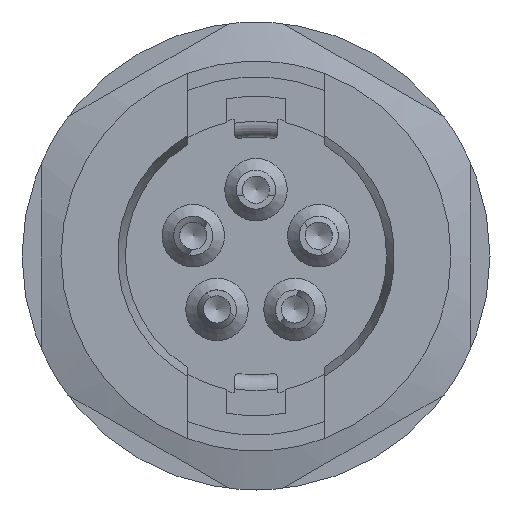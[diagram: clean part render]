
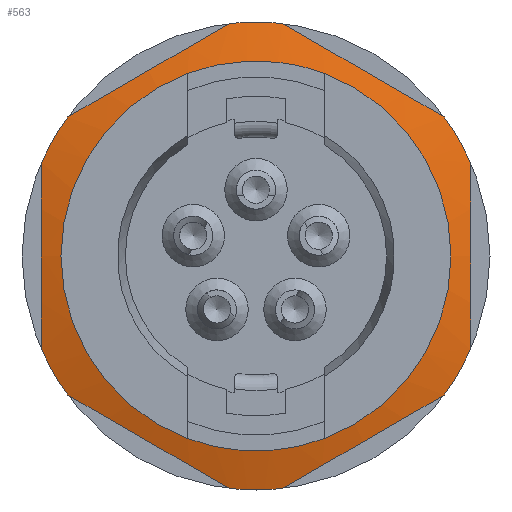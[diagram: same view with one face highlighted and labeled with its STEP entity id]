
A CAD part, left-side view. The second image highlights one B-rep face of the part: STEP entity #563.
In plain terms, the highlighted conical face has half-angle 75 degrees and reference radius 5 mm.
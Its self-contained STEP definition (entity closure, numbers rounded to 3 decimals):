
#151=B_SPLINE_CURVE_WITH_KNOTS('',3,(#5306,#5307,#5308,#5309),.UNSPECIFIED.,
 .F.,.F.,(4,4),(0.,1.),.UNSPECIFIED.);
#153=B_SPLINE_CURVE_WITH_KNOTS('',3,(#5315,#5316,#5317,#5318),.UNSPECIFIED.,
 .F.,.F.,(4,4),(0.,1.),.UNSPECIFIED.);
#155=B_SPLINE_CURVE_WITH_KNOTS('',3,(#5324,#5325,#5326,#5327),.UNSPECIFIED.,
 .F.,.F.,(4,4),(0.,1.),.UNSPECIFIED.);
#157=B_SPLINE_CURVE_WITH_KNOTS('',3,(#5333,#5334,#5335,#5336),.UNSPECIFIED.,
 .F.,.F.,(4,4),(0.,1.),.UNSPECIFIED.);
#159=B_SPLINE_CURVE_WITH_KNOTS('',3,(#5342,#5343,#5344,#5345),.UNSPECIFIED.,
 .F.,.F.,(4,4),(0.,1.),.UNSPECIFIED.);
#161=B_SPLINE_CURVE_WITH_KNOTS('',3,(#5351,#5352,#5353,#5354),.UNSPECIFIED.,
 .F.,.F.,(4,4),(0.,1.),.UNSPECIFIED.);
#187=CONICAL_SURFACE('',#3308,5.,75.);
#563=ADVANCED_FACE('',(#723,#724),#187,.T.);
#723=FACE_BOUND('',#943,.T.);
#724=FACE_BOUND('',#944,.T.);
#943=EDGE_LOOP('',(#2147,#2148,#2149,#2150,#2151,#2152,#2153,#2154,#2155,
#2156,#2157,#2158));
#944=EDGE_LOOP('',(#2159,#2160,#2161,#2162));
#2147=ORIENTED_EDGE('',*,*,#2838,.T.);
#2148=ORIENTED_EDGE('',*,*,#2826,.T.);
#2149=ORIENTED_EDGE('',*,*,#2836,.T.);
#2150=ORIENTED_EDGE('',*,*,#2830,.T.);
#2151=ORIENTED_EDGE('',*,*,#2834,.T.);
#2152=ORIENTED_EDGE('',*,*,#2810,.T.);
#2153=ORIENTED_EDGE('',*,*,#2844,.T.);
#2154=ORIENTED_EDGE('',*,*,#2814,.T.);
#2155=ORIENTED_EDGE('',*,*,#2842,.T.);
#2156=ORIENTED_EDGE('',*,*,#2818,.T.);
#2157=ORIENTED_EDGE('',*,*,#2840,.T.);
#2158=ORIENTED_EDGE('',*,*,#2822,.T.);
#2159=ORIENTED_EDGE('',*,*,#2461,.F.);
#2160=ORIENTED_EDGE('',*,*,#2809,.F.);
#2161=ORIENTED_EDGE('',*,*,#2457,.F.);
#2162=ORIENTED_EDGE('',*,*,#2806,.F.);
#2175=VERTEX_POINT('',#4187);
#2177=VERTEX_POINT('',#4190);
#2179=VERTEX_POINT('',#4196);
#2181=VERTEX_POINT('',#4199);
#2420=VERTEX_POINT('',#5253);
#2421=VERTEX_POINT('',#5254);
#2424=VERTEX_POINT('',#5262);
#2425=VERTEX_POINT('',#5263);
#2428=VERTEX_POINT('',#5271);
#2429=VERTEX_POINT('',#5272);
#2432=VERTEX_POINT('',#5280);
#2433=VERTEX_POINT('',#5281);
#2436=VERTEX_POINT('',#5289);
#2437=VERTEX_POINT('',#5290);
#2440=VERTEX_POINT('',#5298);
#2441=VERTEX_POINT('',#5299);
#2457=EDGE_CURVE('',#2175,#2177,#2852,.T.);
#2461=EDGE_CURVE('',#2179,#2181,#2854,.T.);
#2806=EDGE_CURVE('',#2181,#2175,#2971,.T.);
#2809=EDGE_CURVE('',#2177,#2179,#2974,.T.);
#2810=EDGE_CURVE('',#2420,#2421,#2975,.T.);
#2814=EDGE_CURVE('',#2424,#2425,#2977,.T.);
#2818=EDGE_CURVE('',#2428,#2429,#2979,.T.);
#2822=EDGE_CURVE('',#2432,#2433,#2981,.T.);
#2826=EDGE_CURVE('',#2436,#2437,#2983,.T.);
#2830=EDGE_CURVE('',#2440,#2441,#2985,.T.);
#2834=EDGE_CURVE('',#2441,#2420,#151,.T.);
#2836=EDGE_CURVE('',#2437,#2440,#153,.T.);
#2838=EDGE_CURVE('',#2433,#2436,#155,.T.);
#2840=EDGE_CURVE('',#2429,#2432,#157,.T.);
#2842=EDGE_CURVE('',#2425,#2428,#159,.T.);
#2844=EDGE_CURVE('',#2421,#2424,#161,.T.);
#2852=CIRCLE('',#2995,5.);
#2854=CIRCLE('',#2998,5.);
#2971=CIRCLE('',#3275,5.);
#2974=CIRCLE('',#3279,5.);
#2975=CIRCLE('',#3283,6.);
#2977=CIRCLE('',#3286,6.);
#2979=CIRCLE('',#3289,6.);
#2981=CIRCLE('',#3292,6.);
#2983=CIRCLE('',#3295,6.);
#2985=CIRCLE('',#3298,6.);
#2995=AXIS2_PLACEMENT_3D('',#4189,#3332,#3333);
#2998=AXIS2_PLACEMENT_3D('',#4198,#3340,#3341);
#3275=AXIS2_PLACEMENT_3D('',#5244,#4080,#4081);
#3279=AXIS2_PLACEMENT_3D('',#5248,#4088,#4089);
#3283=AXIS2_PLACEMENT_3D('',#5252,#4096,#4097);
#3286=AXIS2_PLACEMENT_3D('',#5261,#4104,#4105);
#3289=AXIS2_PLACEMENT_3D('',#5270,#4112,#4113);
#3292=AXIS2_PLACEMENT_3D('',#5279,#4120,#4121);
#3295=AXIS2_PLACEMENT_3D('',#5288,#4128,#4129);
#3298=AXIS2_PLACEMENT_3D('',#5297,#4136,#4137);
#3308=AXIS2_PLACEMENT_3D('',#5361,#4158,#4159);
#3332=DIRECTION('',(-1.,0.,0.));
#3333=DIRECTION('',(0.,0.,1.));
#3340=DIRECTION('',(-1.,0.,0.));
#3341=DIRECTION('',(0.,0.,1.));
#4080=DIRECTION('',(-1.,0.,0.));
#4081=DIRECTION('',(0.,0.,1.));
#4088=DIRECTION('',(-1.,0.,0.));
#4089=DIRECTION('',(0.,0.,1.));
#4096=DIRECTION('',(-1.,0.,0.));
#4097=DIRECTION('',(0.,0.,-1.));
#4104=DIRECTION('',(-1.,0.,0.));
#4105=DIRECTION('',(0.,0.,-1.));
#4112=DIRECTION('',(-1.,0.,0.));
#4113=DIRECTION('',(0.,0.,-1.));
#4120=DIRECTION('',(-1.,0.,0.));
#4121=DIRECTION('',(0.,0.,-1.));
#4128=DIRECTION('',(-1.,0.,0.));
#4129=DIRECTION('',(0.,0.,-1.));
#4136=DIRECTION('',(-1.,0.,0.));
#4137=DIRECTION('',(0.,0.,-1.));
#4158=DIRECTION('',(1.,0.,0.));
#4159=DIRECTION('',(0.,0.,1.));
#4187=CARTESIAN_POINT('',(1.,-1.75,-4.684));
#4189=CARTESIAN_POINT('',(1.,0.,0.));
#4190=CARTESIAN_POINT('',(1.,-1.75,4.684));
#4196=CARTESIAN_POINT('',(1.,1.75,4.684));
#4198=CARTESIAN_POINT('',(1.,0.,0.));
#4199=CARTESIAN_POINT('',(1.,1.75,-4.684));
#5244=CARTESIAN_POINT('',(1.,0.,0.));
#5248=CARTESIAN_POINT('',(1.,0.,0.));
#5252=CARTESIAN_POINT('',(1.268,0.,0.));
#5253=CARTESIAN_POINT('',(1.268,-5.5,2.398));
#5254=CARTESIAN_POINT('',(1.268,-4.827,3.564));
#5261=CARTESIAN_POINT('',(1.268,0.,0.));
#5262=CARTESIAN_POINT('',(1.268,-0.673,5.962));
#5263=CARTESIAN_POINT('',(1.268,0.673,5.962));
#5270=CARTESIAN_POINT('',(1.268,0.,0.));
#5271=CARTESIAN_POINT('',(1.268,4.827,3.564));
#5272=CARTESIAN_POINT('',(1.268,5.5,2.398));
#5279=CARTESIAN_POINT('',(1.268,0.,0.));
#5280=CARTESIAN_POINT('',(1.268,5.5,-2.398));
#5281=CARTESIAN_POINT('',(1.268,4.827,-3.564));
#5288=CARTESIAN_POINT('',(1.268,0.,0.));
#5289=CARTESIAN_POINT('',(1.268,0.673,-5.962));
#5290=CARTESIAN_POINT('',(1.268,-0.673,-5.962));
#5297=CARTESIAN_POINT('',(1.268,0.,0.));
#5298=CARTESIAN_POINT('',(1.268,-4.827,-3.564));
#5299=CARTESIAN_POINT('',(1.268,-5.5,-2.398));
#5306=CARTESIAN_POINT('',(1.268,-5.5,-2.398));
#5307=CARTESIAN_POINT('',(1.097,-5.5,-0.798));
#5308=CARTESIAN_POINT('',(1.098,-5.5,0.807));
#5309=CARTESIAN_POINT('',(1.268,-5.5,2.398));
#5315=CARTESIAN_POINT('',(1.268,-0.673,-5.962));
#5316=CARTESIAN_POINT('',(1.097,-2.058,-5.163));
#5317=CARTESIAN_POINT('',(1.097,-3.442,-4.363));
#5318=CARTESIAN_POINT('',(1.268,-4.827,-3.564));
#5324=CARTESIAN_POINT('',(1.268,4.827,-3.564));
#5325=CARTESIAN_POINT('',(1.097,3.442,-4.363));
#5326=CARTESIAN_POINT('',(1.097,2.058,-5.163));
#5327=CARTESIAN_POINT('',(1.268,0.673,-5.962));
#5333=CARTESIAN_POINT('',(1.268,5.5,2.398));
#5334=CARTESIAN_POINT('',(1.098,5.5,0.807));
#5335=CARTESIAN_POINT('',(1.097,5.5,-0.798));
#5336=CARTESIAN_POINT('',(1.268,5.5,-2.398));
#5342=CARTESIAN_POINT('',(1.268,0.673,5.962));
#5343=CARTESIAN_POINT('',(1.097,2.058,5.163));
#5344=CARTESIAN_POINT('',(1.097,3.442,4.363));
#5345=CARTESIAN_POINT('',(1.268,4.827,3.564));
#5351=CARTESIAN_POINT('',(1.268,-4.827,3.564));
#5352=CARTESIAN_POINT('',(1.097,-3.442,4.363));
#5353=CARTESIAN_POINT('',(1.097,-2.058,5.163));
#5354=CARTESIAN_POINT('',(1.268,-0.673,5.962));
#5361=CARTESIAN_POINT('',(1.,0.,0.));
